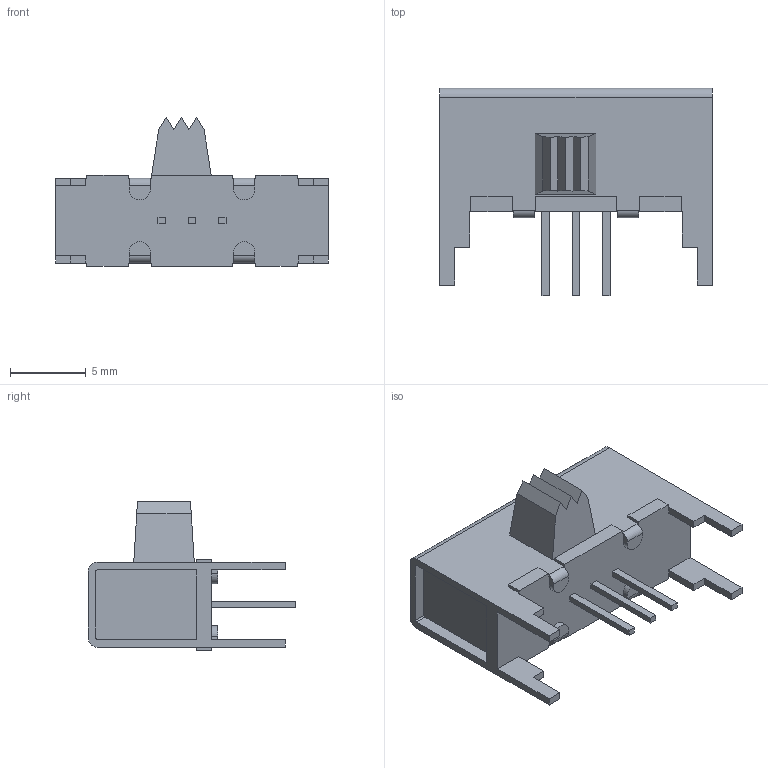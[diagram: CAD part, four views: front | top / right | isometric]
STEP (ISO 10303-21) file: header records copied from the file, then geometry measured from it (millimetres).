
FILE_DESCRIPTION(('STEP AP242'),'1');
FILE_NAME('1825258-2.stp','2022-05-29T15:59:13',('TraceParts'),('TraceParts S.A.'),'Spatial InterOp 3D',' ',' ');
FILE_SCHEMA(('AP242_MANAGED_MODEL_BASED_3D_ENGINEERING_MIM_LF {1 0 10303 442 1 1 4}'));
Length unit declared in the file: millimetre
Products named in the file (1): 1825258-2
Bounding box: 18 x 13.7 x 9.8 mm (x, y, z)
Volume: 835.3 mm3; surface area: 795.1 mm2
Topology: 1 solids, 1 shells, 119 faces, 325 edges, 214 vertices
Faces by surface type: plane 105, cylinder 14
Entity records: 3726 total; most frequent: CARTESIAN_POINT 659, ORIENTED_EDGE 650, DIRECTION 601, EDGE_CURVE 325, LINE 289, VECTOR 289, VERTEX_POINT 214, AXIS2_PLACEMENT_3D 156
